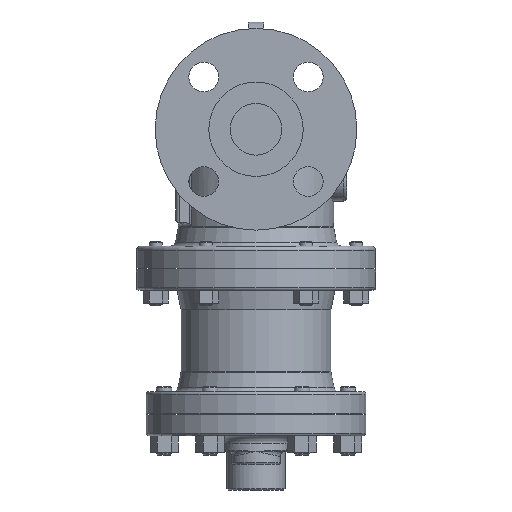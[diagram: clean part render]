
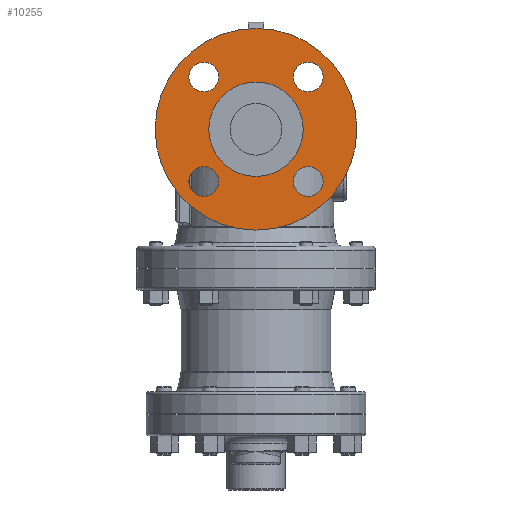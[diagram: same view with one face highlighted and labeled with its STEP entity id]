
A CAD part, left-side view. The second image highlights one B-rep face of the part: STEP entity #10255.
In plain terms, the highlighted planar face has unit normal (-1, 0, 0).
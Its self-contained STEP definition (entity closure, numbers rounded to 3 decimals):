
#10072=CARTESIAN_POINT('',(-138.9,0.,142.0));
#10073=VERTEX_POINT('',#10072);
#10074=CARTESIAN_POINT('',(-138.9,0.0,220.0));
#10075=DIRECTION('',(1.0,0.0,0.0));
#10076=DIRECTION('',(0.0,-1.0,0.0));
#10077=AXIS2_PLACEMENT_3D('',#10074,#10075,#10076);
#10078=CIRCLE('',#10077,78.0);
#10079=EDGE_CURVE('',#10073,#10073,#10078,.T.);
#10132=CARTESIAN_POINT('',(-138.9,-28.911,260.411));
#10133=VERTEX_POINT('',#10132);
#10134=CARTESIAN_POINT('',(-138.9,-40.411,260.411));
#10135=DIRECTION('',(1.0,0.0,0.0));
#10136=DIRECTION('',(0.0,1.0,0.0));
#10137=AXIS2_PLACEMENT_3D('',#10134,#10135,#10136);
#10138=CIRCLE('',#10137,11.5);
#10139=EDGE_CURVE('',#10133,#10133,#10138,.T.);
#10152=CARTESIAN_POINT('',(-138.9,-40.411,191.089));
#10153=VERTEX_POINT('',#10152);
#10154=CARTESIAN_POINT('',(-138.9,-40.411,179.589));
#10155=DIRECTION('',(1.0,0.0,0.0));
#10156=DIRECTION('',(0.0,0.0,1.0));
#10157=AXIS2_PLACEMENT_3D('',#10154,#10155,#10156);
#10158=CIRCLE('',#10157,11.5);
#10159=EDGE_CURVE('',#10153,#10153,#10158,.T.);
#10172=CARTESIAN_POINT('',(-138.9,28.911,179.589));
#10173=VERTEX_POINT('',#10172);
#10174=CARTESIAN_POINT('',(-138.9,40.411,179.589));
#10175=DIRECTION('',(1.0,0.0,0.0));
#10176=DIRECTION('',(0.0,-1.0,0.0));
#10177=AXIS2_PLACEMENT_3D('',#10174,#10175,#10176);
#10178=CIRCLE('',#10177,11.5);
#10179=EDGE_CURVE('',#10173,#10173,#10178,.T.);
#10192=CARTESIAN_POINT('',(-138.9,40.411,248.911));
#10193=VERTEX_POINT('',#10192);
#10194=CARTESIAN_POINT('',(-138.9,40.411,260.411));
#10195=DIRECTION('',(1.0,0.0,0.0));
#10196=DIRECTION('',(0.0,0.0,-1.0));
#10197=AXIS2_PLACEMENT_3D('',#10194,#10195,#10196);
#10198=CIRCLE('',#10197,11.5);
#10199=EDGE_CURVE('',#10193,#10193,#10198,.T.);
#10209=CARTESIAN_POINT('',(-138.9,0.,183.5));
#10210=VERTEX_POINT('',#10209);
#10211=CARTESIAN_POINT('',(-138.9,0.0,220.0));
#10212=DIRECTION('',(1.0,0.0,0.0));
#10213=DIRECTION('',(0.0,0.0,1.0));
#10214=AXIS2_PLACEMENT_3D('',#10211,#10212,#10213);
#10215=CIRCLE('',#10214,36.5);
#10216=EDGE_CURVE('',#10210,#10210,#10215,.T.);
#10232=CARTESIAN_POINT('',(-138.9,0.0,220.0));
#10233=DIRECTION('',(-1.0,0.0,0.0));
#10234=DIRECTION('',(0.0,0.0,1.0));
#10235=AXIS2_PLACEMENT_3D('',#10232,#10233,#10234);
#10236=PLANE('',#10235);
#10237=ORIENTED_EDGE('',*,*,#10079,.F.);
#10238=EDGE_LOOP('',(#10237));
#10239=FACE_OUTER_BOUND('',#10238,.T.);
#10240=ORIENTED_EDGE('',*,*,#10139,.T.);
#10241=EDGE_LOOP('',(#10240));
#10242=FACE_BOUND('',#10241,.T.);
#10243=ORIENTED_EDGE('',*,*,#10159,.T.);
#10244=EDGE_LOOP('',(#10243));
#10245=FACE_BOUND('',#10244,.T.);
#10246=ORIENTED_EDGE('',*,*,#10179,.T.);
#10247=EDGE_LOOP('',(#10246));
#10248=FACE_BOUND('',#10247,.T.);
#10249=ORIENTED_EDGE('',*,*,#10199,.T.);
#10250=EDGE_LOOP('',(#10249));
#10251=FACE_BOUND('',#10250,.T.);
#10252=ORIENTED_EDGE('',*,*,#10216,.T.);
#10253=EDGE_LOOP('',(#10252));
#10254=FACE_BOUND('',#10253,.T.);
#10255=ADVANCED_FACE('',(#10239,#10242,#10245,#10248,#10251,#10254),#10236,.T.);
